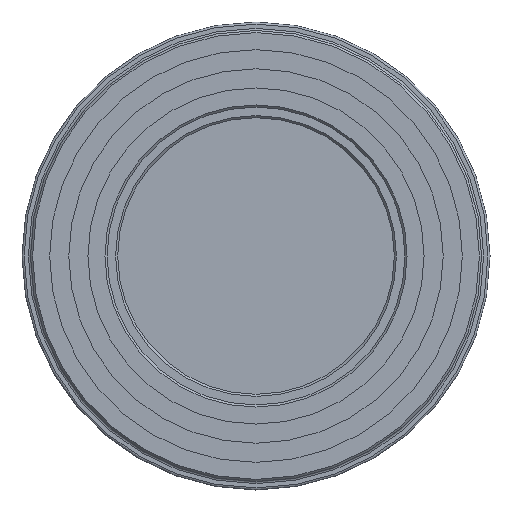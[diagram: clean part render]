
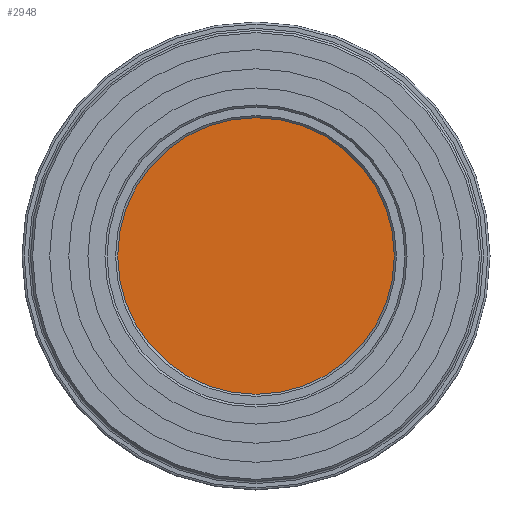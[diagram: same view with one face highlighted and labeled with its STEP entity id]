
A CAD part, front view. The second image highlights one B-rep face of the part: STEP entity #2948.
In plain terms, the highlighted planar face has unit normal (0, -1, 0).
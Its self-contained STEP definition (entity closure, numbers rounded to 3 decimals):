
#142=PLANE('',#3294);
#331=FACE_OUTER_BOUND('',#520,.T.);
#520=EDGE_LOOP('',(#2568));
#653=CIRCLE('',#3212,65.);
#1307=VERTEX_POINT('',#5549);
#1679=EDGE_CURVE('',#1307,#1307,#653,.T.);
#2568=ORIENTED_EDGE('',*,*,#1679,.T.);
#2948=ADVANCED_FACE('',(#331),#142,.F.);
#3212=AXIS2_PLACEMENT_3D('',#5551,#3910,#3911);
#3294=AXIS2_PLACEMENT_3D('',#9065,#4109,#4110);
#3910=DIRECTION('center_axis',(0.,-1.,0.));
#3911=DIRECTION('ref_axis',(-1.,0.,0.));
#4109=DIRECTION('center_axis',(0.,1.,0.));
#4110=DIRECTION('ref_axis',(0.,0.,1.));
#5549=CARTESIAN_POINT('',(65.,9.,0.));
#5551=CARTESIAN_POINT('Origin',(0.,9.,0.));
#9065=CARTESIAN_POINT('Origin',(0.,9.,0.));
